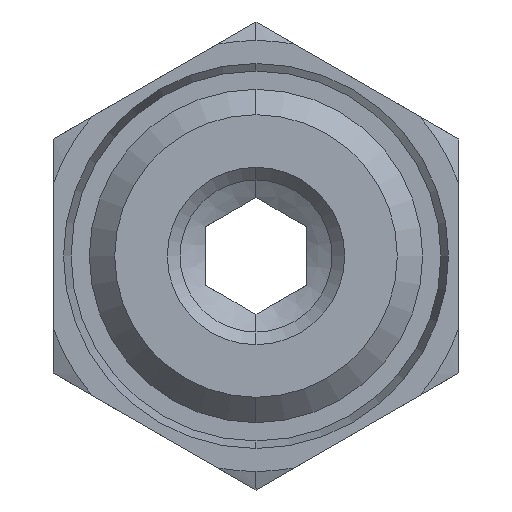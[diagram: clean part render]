
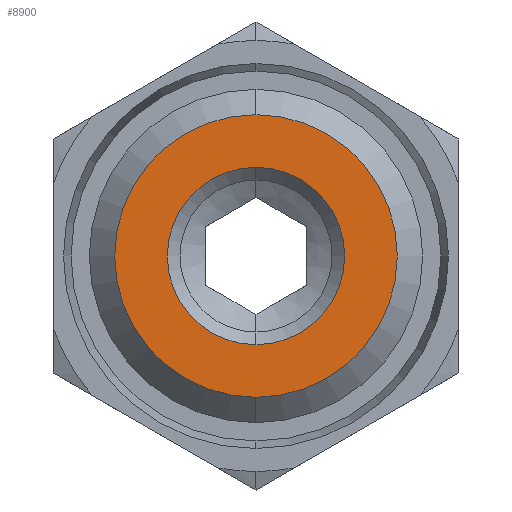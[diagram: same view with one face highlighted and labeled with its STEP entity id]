
A CAD part, left-side view. The second image highlights one B-rep face of the part: STEP entity #8900.
In plain terms, the highlighted planar face has unit normal (-1, 0, 0).
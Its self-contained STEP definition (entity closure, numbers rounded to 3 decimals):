
#593=CARTESIAN_POINT('',(-6.25,0.,-5.693));
#594=VERTEX_POINT('',#593);
#601=CARTESIAN_POINT('',(-6.25,0.,5.464));
#602=VERTEX_POINT('',#601);
#603=CARTESIAN_POINT('',(-6.25,0.,-0.114));
#604=DIRECTION('',(1.0,0.0,0.0));
#605=DIRECTION('',(0.0,0.0,-1.0));
#606=AXIS2_PLACEMENT_3D('',#603,#604,#605);
#607=CIRCLE('',#606,5.578);
#608=EDGE_CURVE('',#594,#602,#607,.T.);
#741=CARTESIAN_POINT('',(-6.25,0.,-3.614));
#742=VERTEX_POINT('',#741);
#756=CARTESIAN_POINT('',(-6.25,0.,3.386));
#757=VERTEX_POINT('',#756);
#764=CARTESIAN_POINT('',(-6.25,0.,-0.114));
#765=DIRECTION('',(-1.0,0.0,0.0));
#766=DIRECTION('',(0.0,0.0,-1.0));
#767=AXIS2_PLACEMENT_3D('',#764,#765,#766);
#768=CIRCLE('',#767,3.5);
#769=EDGE_CURVE('',#757,#742,#768,.T.);
#8851=CARTESIAN_POINT('',(-6.25,0.,-0.114));
#8852=DIRECTION('',(-1.0,0.0,0.0));
#8853=DIRECTION('',(0.0,0.0,-1.0));
#8854=AXIS2_PLACEMENT_3D('',#8851,#8852,#8853);
#8855=CIRCLE('',#8854,3.5);
#8856=EDGE_CURVE('',#742,#757,#8855,.T.);
#8881=CARTESIAN_POINT('',(-6.25,0.,2.318));
#8882=DIRECTION('',(-1.0,0.0,0.0));
#8883=DIRECTION('',(0.0,0.0,1.0));
#8884=AXIS2_PLACEMENT_3D('',#8881,#8882,#8883);
#8885=PLANE('',#8884);
#8886=CARTESIAN_POINT('',(-6.25,0.,-0.114));
#8887=DIRECTION('',(1.0,0.0,0.0));
#8888=DIRECTION('',(0.0,0.0,-1.0));
#8889=AXIS2_PLACEMENT_3D('',#8886,#8887,#8888);
#8890=CIRCLE('',#8889,5.578);
#8891=EDGE_CURVE('',#602,#594,#8890,.T.);
#8892=ORIENTED_EDGE('',*,*,#8891,.F.);
#8893=ORIENTED_EDGE('',*,*,#608,.F.);
#8894=EDGE_LOOP('',(#8892,#8893));
#8895=FACE_OUTER_BOUND('',#8894,.T.);
#8896=ORIENTED_EDGE('',*,*,#769,.F.);
#8897=ORIENTED_EDGE('',*,*,#8856,.F.);
#8898=EDGE_LOOP('',(#8896,#8897));
#8899=FACE_BOUND('',#8898,.T.);
#8900=ADVANCED_FACE('',(#8895,#8899),#8885,.T.);
